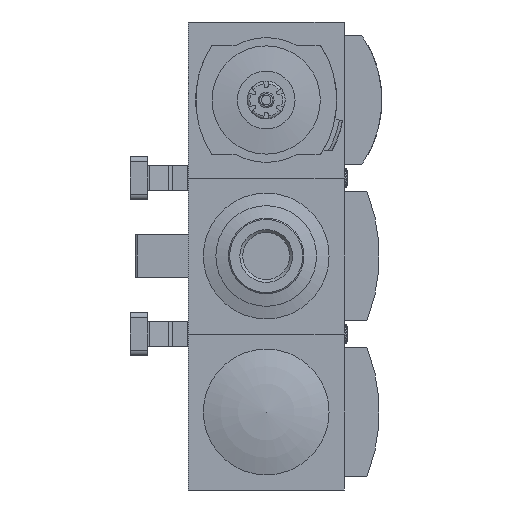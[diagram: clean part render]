
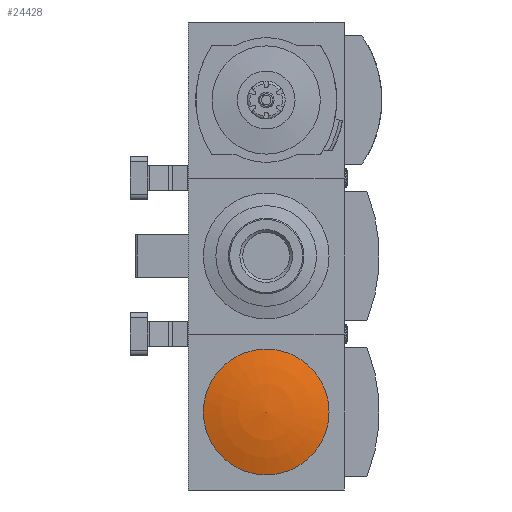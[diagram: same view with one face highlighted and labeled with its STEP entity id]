
A CAD part, front view. The second image highlights one B-rep face of the part: STEP entity #24428.
In plain terms, the highlighted toroidal (fillet/blend) face has major radius 1.578 mm and minor radius 90 mm.
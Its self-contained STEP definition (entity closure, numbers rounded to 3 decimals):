
#21=VERTEX_LOOP('',#14630);
#208=DEGENERATE_TOROIDAL_SURFACE('',#26054,1.578,90.,
 .F.);
#5197=CIRCLE('',#26026,25.);
#9975=ORIENTED_EDGE('',*,*,#12824,.T.);
#12824=EDGE_CURVE('',#14621,#14621,#5197,.T.);
#14621=VERTEX_POINT('',#36721);
#14630=VERTEX_POINT('',#36761);
#15883=EDGE_LOOP('',(#9975));
#17069=FACE_BOUND('',#15883,.T.);
#17070=FACE_BOUND('',#21,.T.);
#24428=ADVANCED_FACE('',(#17069,#17070),#208,.F.);
#26026=AXIS2_PLACEMENT_3D('',#36720,#30902,#30903);
#26054=AXIS2_PLACEMENT_3D('',#36760,#30961,#30962);
#30902=DIRECTION('',(0.,-1.,0.));
#30903=DIRECTION('',(0.,0.,-1.));
#30961=DIRECTION('',(0.,-1.,0.));
#30962=DIRECTION('',(0.,0.,-1.));
#36720=CARTESIAN_POINT('',(0.,-45.,0.));
#36721=CARTESIAN_POINT('',(0.,-45.,-25.));
#36760=CARTESIAN_POINT('',(0.,40.986,0.));
#36761=CARTESIAN_POINT('',(0.,-49.,0.));
